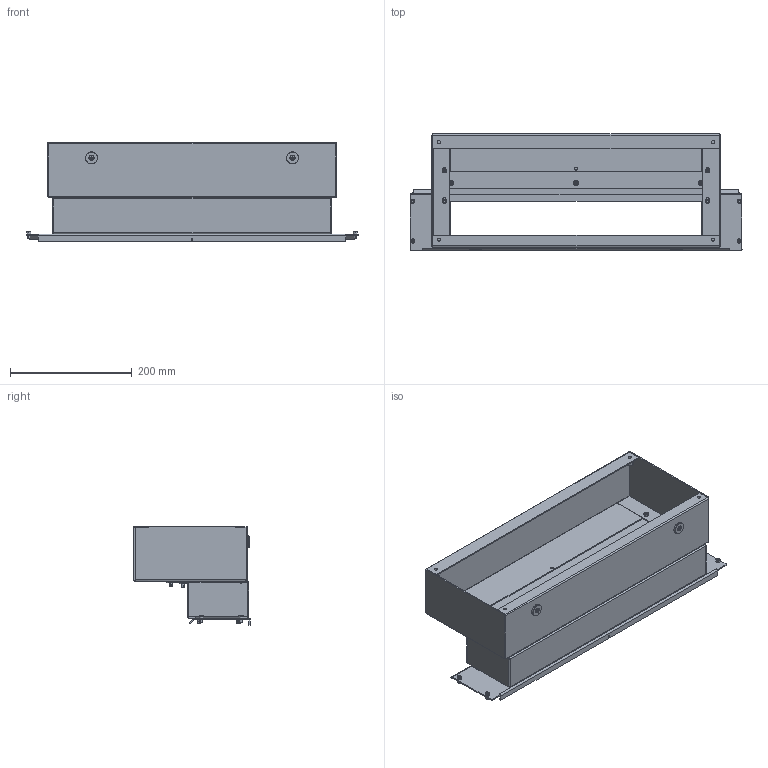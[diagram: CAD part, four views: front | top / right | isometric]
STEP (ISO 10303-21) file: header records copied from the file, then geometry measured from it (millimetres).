
FILE_DESCRIPTION (( 'STEP AP214' ), '1' );
FILE_NAME ('INGUN_115761.STEP', '2024-10-10T11:19:47', ( '' ), ( '' ), 'SwSTEP 2.0', 'SolidWorks 2021', '' );
FILE_SCHEMA (( 'AUTOMOTIVE_DESIGN' ));
Length unit declared in the file: millimetre
Products named in the file (10): DIN7991~n_M04,0x010 VA; 115756~0_S; DIN125~n_04,3 M04,0; DIN912~n_M04,0x008; DIN934~n_M04,0; 115737~0; 112326~3_S; 112313~0_S; 115670~2_S; INGUN_115761
Assembly tree (29 placements, depth 2):
  INGUN_115761
    112326~3_S
    112313~0_S  x2
    DIN125~n_04,3 M04,0  x2
    DIN934~n_M04,0  x2
    DIN7991~n_M04,0x010 VA  x5
    115670~2_S
    115756~0_S
    115737~0
    DIN912~n_M04,0x008  x14
Bounding box: 545 x 190.5 x 162 mm (x, y, z)
Volume: 642679.2 mm3; surface area: 663081.1 mm2
Topology: 29 solids, 29 shells, 1060 faces, 2615 edges, 1663 vertices
Faces by surface type: cylinder 595, plane 351, cone 114
Entity records: 16943 total; most frequent: DIRECTION 2917, CARTESIAN_POINT 2842, ORIENTED_EDGE 2640, EDGE_CURVE 1320, AXIS2_PLACEMENT_3D 1062, VERTEX_POINT 827, VECTOR 793, LINE 793
